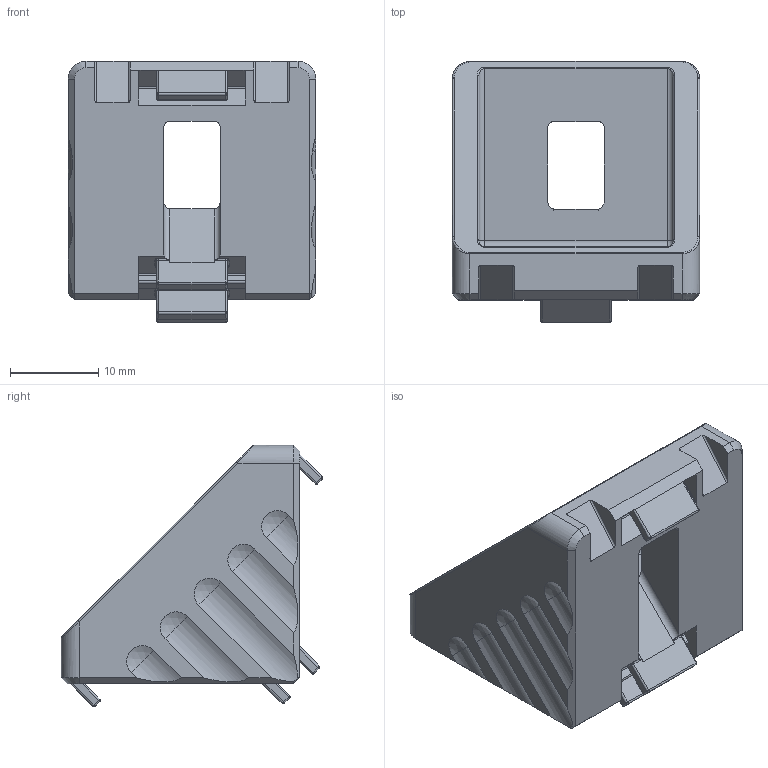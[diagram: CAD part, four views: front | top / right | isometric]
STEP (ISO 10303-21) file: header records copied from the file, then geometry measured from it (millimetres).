
FILE_DESCRIPTION((''),'2;1');
FILE_NAME('3 842 523 525 - 30x30 gusset only.ipt.stp','2011-06-02T21:57:27',(''),(''),'Autodesk Inventor 2011','Autodesk Inventor 2011','');
FILE_SCHEMA(('AUTOMOTIVE_DESIGN { 1 0 10303 214 1 1 1 1 }'));
Length unit declared in the file: millimetre
Products named in the file (1): 3 842 523 525 - 30x30 gusset only
Bounding box: 28 x 29.57 x 29.57 mm (x, y, z)
Volume: 7923.7 mm3; surface area: 4700.3 mm2
Topology: 1 solids, 1 shells, 230 faces, 603 edges, 356 vertices
Faces by surface type: cylinder 92, plane 80, sphere 36, bspline 18, cone 4
Entity records: 10165 total; most frequent: CARTESIAN_POINT 4842, ORIENTED_EDGE 1170, DIRECTION 1067, EDGE_CURVE 585, AXIS2_PLACEMENT_3D 369, VERTEX_POINT 356, VECTOR 329, LINE 329
